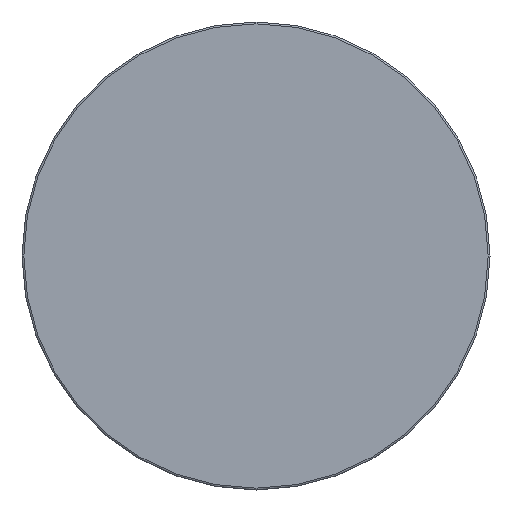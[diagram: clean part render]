
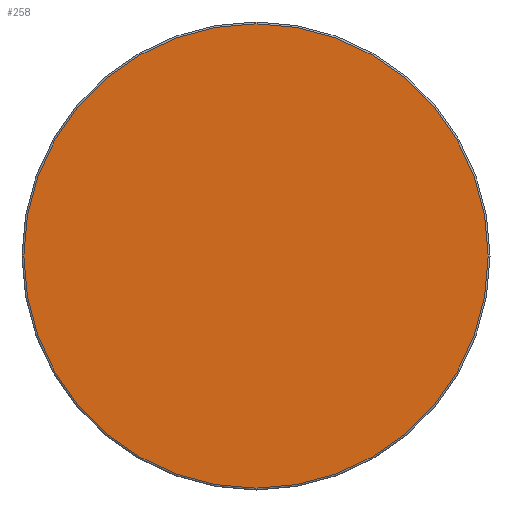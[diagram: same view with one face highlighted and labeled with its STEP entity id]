
A CAD part, front view. The second image highlights one B-rep face of the part: STEP entity #258.
In plain terms, the highlighted planar face has unit normal (0, -1, 0).
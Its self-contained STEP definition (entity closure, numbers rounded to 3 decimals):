
#25=PLANE('',#321);
#41=FACE_OUTER_BOUND('',#59,.T.);
#59=EDGE_LOOP('',(#224,#225));
#97=CIRCLE('',#318,31.5);
#98=CIRCLE('',#319,31.5);
#124=VERTEX_POINT('',#484);
#125=VERTEX_POINT('',#485);
#157=EDGE_CURVE('',#124,#125,#97,.T.);
#158=EDGE_CURVE('',#125,#124,#98,.T.);
#224=ORIENTED_EDGE('',*,*,#157,.T.);
#225=ORIENTED_EDGE('',*,*,#158,.T.);
#258=ADVANCED_FACE('',(#41),#25,.T.);
#318=AXIS2_PLACEMENT_3D('',#486,#406,#407);
#319=AXIS2_PLACEMENT_3D('',#487,#408,#409);
#321=AXIS2_PLACEMENT_3D('',#489,#412,#413);
#406=DIRECTION('center_axis',(0.,-1.,0.));
#407=DIRECTION('ref_axis',(-1.,0.,0.));
#408=DIRECTION('center_axis',(0.,-1.,0.));
#409=DIRECTION('ref_axis',(-1.,0.,0.));
#412=DIRECTION('center_axis',(0.,-1.,0.));
#413=DIRECTION('ref_axis',(0.,0.,-1.));
#484=CARTESIAN_POINT('',(-31.5,0.,0.));
#485=CARTESIAN_POINT('',(0.,0.,31.5));
#486=CARTESIAN_POINT('Origin',(0.,0.,0.));
#487=CARTESIAN_POINT('Origin',(0.,0.,0.));
#489=CARTESIAN_POINT('Origin',(-15.75,0.,0.));
